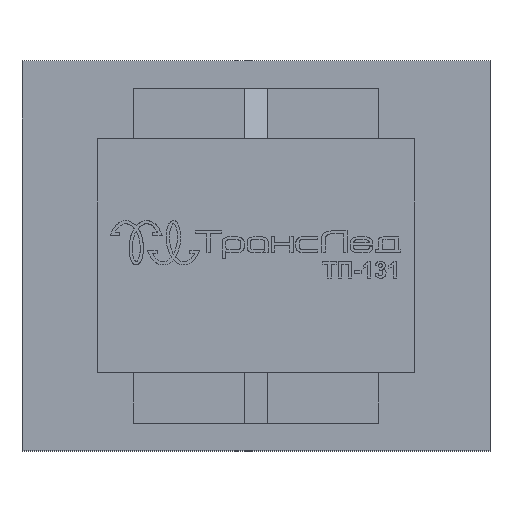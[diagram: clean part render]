
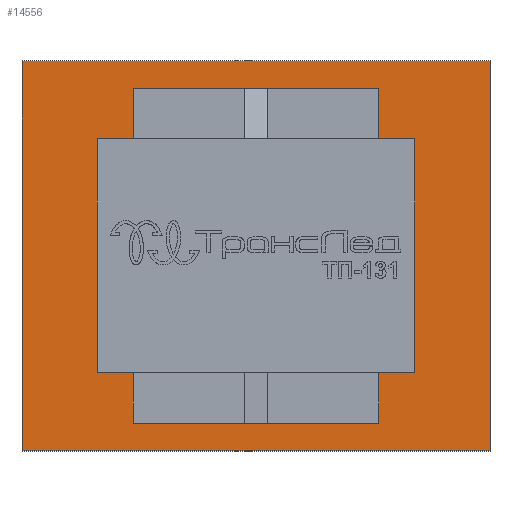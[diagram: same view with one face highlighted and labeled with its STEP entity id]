
A CAD part, top view. The second image highlights one B-rep face of the part: STEP entity #14556.
In plain terms, the highlighted planar face has unit normal (0, 0, 1).
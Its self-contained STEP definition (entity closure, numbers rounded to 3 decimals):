
#1403=FACE_OUTER_BOUND('',#2280,.T.);
#2280=EDGE_LOOP('',(#10745,#10746,#10747,#10748));
#3430=LINE('',#20332,#4961);
#3433=LINE('',#20338,#4964);
#3436=LINE('',#20344,#4967);
#3439=LINE('',#20348,#4970);
#4961=VECTOR('',#17243,10.);
#4964=VECTOR('',#17248,10.);
#4967=VECTOR('',#17253,10.);
#4970=VECTOR('',#17258,10.);
#6324=VERTEX_POINT('',#20329);
#6325=VERTEX_POINT('',#20331);
#6327=VERTEX_POINT('',#20337);
#6329=VERTEX_POINT('',#20343);
#7956=EDGE_CURVE('',#6325,#6324,#3430,.T.);
#7959=EDGE_CURVE('',#6327,#6325,#3433,.T.);
#7962=EDGE_CURVE('',#6329,#6327,#3436,.T.);
#7965=EDGE_CURVE('',#6324,#6329,#3439,.T.);
#10745=ORIENTED_EDGE('',*,*,#7965,.T.);
#10746=ORIENTED_EDGE('',*,*,#7962,.T.);
#10747=ORIENTED_EDGE('',*,*,#7959,.T.);
#10748=ORIENTED_EDGE('',*,*,#7956,.T.);
#13976=PLANE('',#15542);
#14556=ADVANCED_FACE('',(#1403),#13976,.T.);
#15542=AXIS2_PLACEMENT_3D('',#20350,#17261,#17262);
#17243=DIRECTION('',(0.,-1.,0.));
#17248=DIRECTION('',(-1.,0.,0.));
#17253=DIRECTION('',(0.,1.,0.));
#17258=DIRECTION('',(1.,0.,0.));
#17261=DIRECTION('center_axis',(0.,0.,1.));
#17262=DIRECTION('ref_axis',(1.,0.,0.));
#20329=CARTESIAN_POINT('',(0.,0.,26.3));
#20331=CARTESIAN_POINT('',(0.,35.,26.3));
#20332=CARTESIAN_POINT('',(0.,0.,26.3));
#20337=CARTESIAN_POINT('',(42.,35.,26.3));
#20338=CARTESIAN_POINT('',(0.,35.,26.3));
#20343=CARTESIAN_POINT('',(42.,0.,26.3));
#20344=CARTESIAN_POINT('',(42.,35.,26.3));
#20348=CARTESIAN_POINT('',(42.,0.,26.3));
#20350=CARTESIAN_POINT('Origin',(21.,17.5,26.3));
